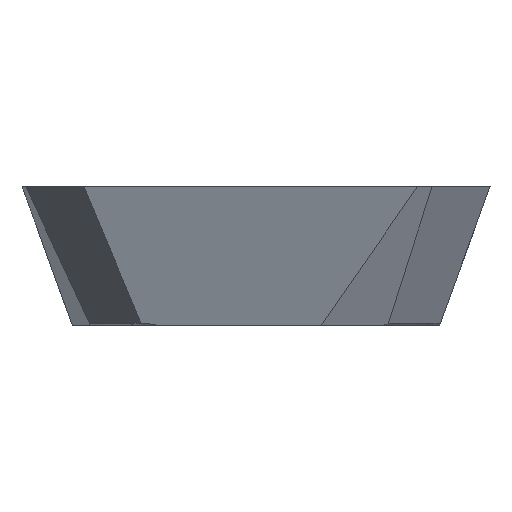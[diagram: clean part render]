
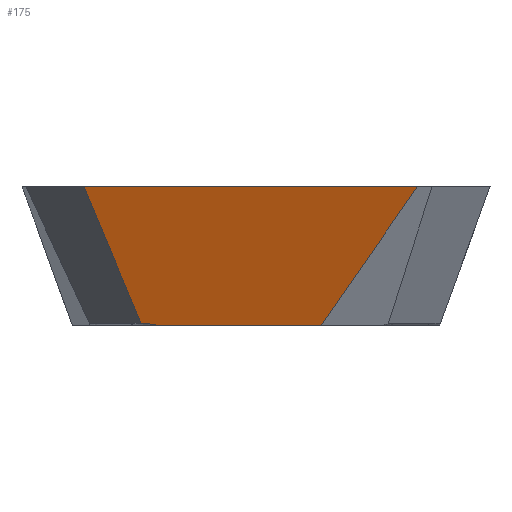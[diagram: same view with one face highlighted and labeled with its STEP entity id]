
A CAD part, left-side view. The second image highlights one B-rep face of the part: STEP entity #175.
In plain terms, the highlighted planar face has unit normal (-0.94, 0, -0.342).
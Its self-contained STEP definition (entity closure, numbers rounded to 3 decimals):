
#54=LINE('',#1651,#90);
#55=LINE('',#1654,#91);
#67=LINE('',#1812,#103);
#76=LINE('',#1947,#112);
#77=LINE('',#1949,#113);
#90=VECTOR('',#1050,1.);
#91=VECTOR('',#1051,1.);
#103=VECTOR('',#1089,1.);
#112=VECTOR('',#1108,1.);
#113=VECTOR('',#1109,1.);
#138=FACE_OUTER_BOUND('',#254,.T.);
#175=ADVANCED_FACE('',(#138),#198,.T.);
#198=PLANE('',#1007);
#254=EDGE_LOOP('',(#430,#431,#432,#433,#434,#435,#436,#437,#438,#439,#440));
#430=ORIENTED_EDGE('',*,*,#791,.F.);
#431=ORIENTED_EDGE('',*,*,#791,.T.);
#432=ORIENTED_EDGE('',*,*,#728,.F.);
#433=ORIENTED_EDGE('',*,*,#792,.T.);
#434=ORIENTED_EDGE('',*,*,#793,.F.);
#435=ORIENTED_EDGE('',*,*,#794,.F.);
#436=ORIENTED_EDGE('',*,*,#795,.F.);
#437=ORIENTED_EDGE('',*,*,#796,.F.);
#438=ORIENTED_EDGE('',*,*,#767,.T.);
#439=ORIENTED_EDGE('',*,*,#699,.T.);
#440=ORIENTED_EDGE('',*,*,#729,.F.);
#580=VERTEX_POINT('',#1480);
#581=VERTEX_POINT('',#1481);
#605=VERTEX_POINT('',#1652);
#606=VERTEX_POINT('',#1653);
#640=VERTEX_POINT('',#1813);
#659=VERTEX_POINT('',#1948);
#660=VERTEX_POINT('',#1950);
#661=VERTEX_POINT('',#1955);
#662=VERTEX_POINT('',#1967);
#663=VERTEX_POINT('',#1979);
#699=EDGE_CURVE('',#580,#581,#864,.T.);
#728=EDGE_CURVE('',#605,#606,#54,.T.);
#729=EDGE_CURVE('',#606,#581,#55,.T.);
#767=EDGE_CURVE('',#640,#580,#67,.T.);
#791=EDGE_CURVE('',#659,#606,#76,.T.);
#792=EDGE_CURVE('',#605,#660,#77,.T.);
#793=EDGE_CURVE('',#661,#660,#924,.T.);
#794=EDGE_CURVE('',#662,#661,#925,.T.);
#795=EDGE_CURVE('',#663,#662,#926,.T.);
#796=EDGE_CURVE('',#640,#663,#927,.T.);
#864=B_SPLINE_CURVE_WITH_KNOTS('',3,(#1473,#1474,#1475,#1476,#1477,#1478,
#1479),.UNSPECIFIED.,.F.,.F.,(4,3,4),(0.,0.451,1.),
 .UNSPECIFIED.);
#924=B_SPLINE_CURVE_WITH_KNOTS('',3,(#1951,#1952,#1953,#1954),
 .UNSPECIFIED.,.F.,.F.,(4,4),(0.,1.),.UNSPECIFIED.);
#925=B_SPLINE_CURVE_WITH_KNOTS('',3,(#1956,#1957,#1958,#1959,#1960,#1961,
#1962,#1963,#1964,#1965,#1966),.UNSPECIFIED.,.F.,.F.,(4,1,1,1,1,1,1,1,4),
(0.,0.014,0.286,0.558,0.831,
0.967,0.984,0.992,1.),.UNSPECIFIED.);
#926=B_SPLINE_CURVE_WITH_KNOTS('',3,(#1968,#1969,#1970,#1971,#1972,#1973,
#1974,#1975,#1976,#1977,#1978),.UNSPECIFIED.,.F.,.F.,(4,1,1,1,1,1,1,1,4),
(0.,0.003,0.019,0.051,0.115,
0.243,0.5,0.756,1.),.UNSPECIFIED.);
#927=B_SPLINE_CURVE_WITH_KNOTS('',3,(#1980,#1981,#1982,#1983,#1984,#1985),
 .UNSPECIFIED.,.F.,.F.,(4,1,1,4),(0.,0.605,0.908,
1.),.UNSPECIFIED.);
#1007=AXIS2_PLACEMENT_3D('',#1986,#1110,#1111);
#1050=DIRECTION('',(0.,1.,0.));
#1051=DIRECTION('',(0.,1.,0.));
#1089=DIRECTION('',(0.318,-0.367,-0.874));
#1108=DIRECTION('',(0.342,0.,-0.94));
#1109=DIRECTION('',(-0.286,-0.547,0.786));
#1110=DIRECTION('',(-0.94,0.,-0.342));
#1111=DIRECTION('',(0.342,0.,-0.94));
#1473=CARTESIAN_POINT('',(-5.276,3.286,-3.909));
#1474=CARTESIAN_POINT('',(-5.275,3.214,-3.912));
#1475=CARTESIAN_POINT('',(-5.273,3.143,-3.919));
#1476=CARTESIAN_POINT('',(-5.269,3.073,-3.929));
#1477=CARTESIAN_POINT('',(-5.264,2.986,-3.941));
#1478=CARTESIAN_POINT('',(-5.258,2.901,-3.958));
#1479=CARTESIAN_POINT('',(-5.254,2.815,-3.97));
#1480=CARTESIAN_POINT('',(-5.276,3.286,-3.909));
#1481=CARTESIAN_POINT('',(-5.254,2.815,-3.97));
#1651=CARTESIAN_POINT('',(-5.254,5.888,-3.97));
#1652=CARTESIAN_POINT('',(-5.254,-1.862,-3.97));
#1653=CARTESIAN_POINT('',(-5.254,0.,-3.97));
#1654=CARTESIAN_POINT('',(-5.254,5.888,-3.97));
#1812=CARTESIAN_POINT('',(-6.13,4.271,-1.564));
#1813=CARTESIAN_POINT('',(-6.697,4.925,-0.005));
#1947=CARTESIAN_POINT('',(-6.706,0.,0.02));
#1948=CARTESIAN_POINT('',(-6.309,0.,-1.071));
#1949=CARTESIAN_POINT('',(-6.761,-4.743,0.17));
#1950=CARTESIAN_POINT('',(-6.696,-4.62,-0.008));
#1951=CARTESIAN_POINT('',(-6.696,-4.581,-0.008));
#1952=CARTESIAN_POINT('',(-6.696,-4.594,-0.008));
#1953=CARTESIAN_POINT('',(-6.696,-4.617,-0.008));
#1954=CARTESIAN_POINT('',(-6.696,-4.62,-0.008));
#1955=CARTESIAN_POINT('',(-6.696,-4.581,-0.008));
#1956=CARTESIAN_POINT('',(-6.696,0.,-0.008));
#1957=CARTESIAN_POINT('',(-6.696,-0.021,-0.008));
#1958=CARTESIAN_POINT('',(-6.696,-0.458,-0.008));
#1959=CARTESIAN_POINT('',(-6.696,-1.31,-0.008));
#1960=CARTESIAN_POINT('',(-6.696,-2.557,-0.008));
#1961=CARTESIAN_POINT('',(-6.696,-3.597,-0.008));
#1962=CARTESIAN_POINT('',(-6.696,-4.246,-0.008));
#1963=CARTESIAN_POINT('',(-6.696,-4.493,-0.008));
#1964=CARTESIAN_POINT('',(-6.696,-4.544,-0.008));
#1965=CARTESIAN_POINT('',(-6.696,-4.569,-0.008));
#1966=CARTESIAN_POINT('',(-6.696,-4.581,-0.008));
#1967=CARTESIAN_POINT('',(-6.696,0.,-0.008));
#1968=CARTESIAN_POINT('',(-6.696,4.861,-0.008));
#1969=CARTESIAN_POINT('',(-6.696,4.857,-0.008));
#1970=CARTESIAN_POINT('',(-6.696,4.826,-0.008));
#1971=CARTESIAN_POINT('',(-6.696,4.744,-0.008));
#1972=CARTESIAN_POINT('',(-6.696,4.562,-0.008));
#1973=CARTESIAN_POINT('',(-6.696,4.198,-0.008));
#1974=CARTESIAN_POINT('',(-6.696,3.471,-0.008));
#1975=CARTESIAN_POINT('',(-6.696,2.431,-0.008));
#1976=CARTESIAN_POINT('',(-6.696,1.205,-0.008));
#1977=CARTESIAN_POINT('',(-6.696,0.395,-0.008));
#1978=CARTESIAN_POINT('',(-6.696,0.,-0.008));
#1979=CARTESIAN_POINT('',(-6.696,4.861,-0.008));
#1980=CARTESIAN_POINT('',(-6.697,4.925,-0.005));
#1981=CARTESIAN_POINT('',(-6.697,4.912,-0.006));
#1982=CARTESIAN_POINT('',(-6.696,4.893,-0.008));
#1983=CARTESIAN_POINT('',(-6.696,4.872,-0.008));
#1984=CARTESIAN_POINT('',(-6.696,4.863,-0.008));
#1985=CARTESIAN_POINT('',(-6.696,4.861,-0.008));
#1986=CARTESIAN_POINT('',(-6.706,0.,0.02));
